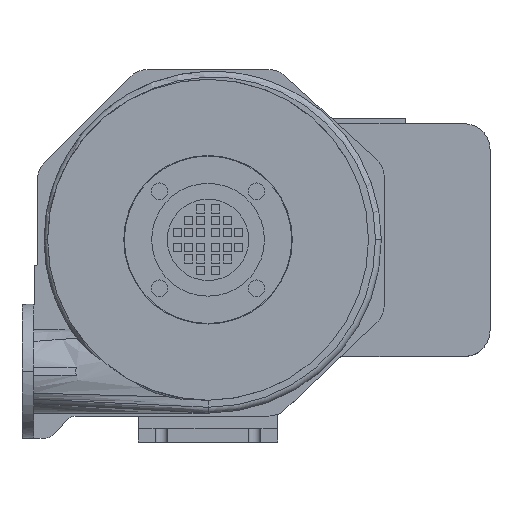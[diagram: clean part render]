
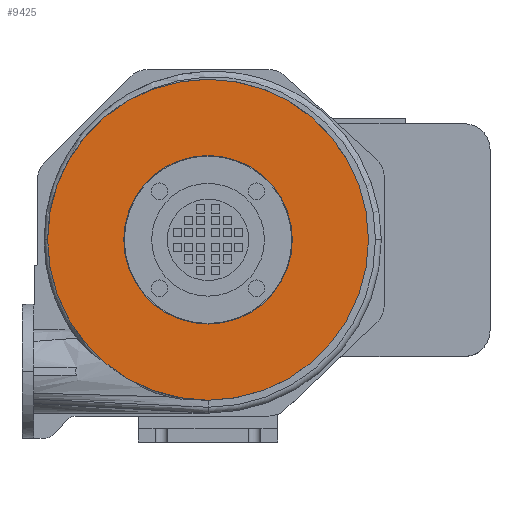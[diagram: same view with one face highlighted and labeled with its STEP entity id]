
A CAD part, top view. The second image highlights one B-rep face of the part: STEP entity #9425.
In plain terms, the highlighted planar face has unit normal (0, 0, 1).
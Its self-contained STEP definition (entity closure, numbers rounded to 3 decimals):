
#876=CARTESIAN_POINT('',(-72.5,0.,48.5));
#877=VERTEX_POINT('',#876);
#886=CARTESIAN_POINT('',(72.5,0.,48.5));
#887=VERTEX_POINT('',#886);
#888=CARTESIAN_POINT('',(0.0,0.0,48.5));
#889=DIRECTION('',(0.0,0.0,-1.0));
#890=DIRECTION('',(-1.0,0.0,0.0));
#891=AXIS2_PLACEMENT_3D('',#888,#889,#890);
#892=CIRCLE('',#891,72.5);
#893=EDGE_CURVE('',#887,#877,#892,.T.);
#920=CARTESIAN_POINT('',(-138.0,0.,48.5));
#921=VERTEX_POINT('',#920);
#979=CARTESIAN_POINT('',(138.0,0.,48.5));
#980=VERTEX_POINT('',#979);
#987=CARTESIAN_POINT('',(0.0,0.0,48.5));
#988=DIRECTION('',(0.0,0.0,-1.0));
#989=DIRECTION('',(-1.0,0.0,0.0));
#990=AXIS2_PLACEMENT_3D('',#987,#988,#989);
#991=CIRCLE('',#990,138.0);
#992=EDGE_CURVE('',#980,#921,#991,.T.);
#9381=CARTESIAN_POINT('',(0.0,0.0,48.5));
#9382=DIRECTION('',(0.0,0.0,-1.0));
#9383=DIRECTION('',(-1.0,0.0,0.0));
#9384=AXIS2_PLACEMENT_3D('',#9381,#9382,#9383);
#9385=CIRCLE('',#9384,138.0);
#9386=EDGE_CURVE('',#921,#980,#9385,.T.);
#9406=CARTESIAN_POINT('',(0.0,0.0,48.5));
#9407=DIRECTION('',(0.0,0.0,-1.0));
#9408=DIRECTION('',(-1.0,0.0,0.0));
#9409=AXIS2_PLACEMENT_3D('',#9406,#9407,#9408);
#9410=PLANE('',#9409);
#9411=ORIENTED_EDGE('',*,*,#992,.F.);
#9412=ORIENTED_EDGE('',*,*,#9386,.F.);
#9413=EDGE_LOOP('',(#9411,#9412));
#9414=FACE_OUTER_BOUND('',#9413,.T.);
#9415=ORIENTED_EDGE('',*,*,#893,.T.);
#9416=CARTESIAN_POINT('',(0.0,0.0,48.5));
#9417=DIRECTION('',(0.0,0.0,-1.0));
#9418=DIRECTION('',(-1.0,0.0,0.0));
#9419=AXIS2_PLACEMENT_3D('',#9416,#9417,#9418);
#9420=CIRCLE('',#9419,72.5);
#9421=EDGE_CURVE('',#877,#887,#9420,.T.);
#9422=ORIENTED_EDGE('',*,*,#9421,.T.);
#9423=EDGE_LOOP('',(#9415,#9422));
#9424=FACE_BOUND('',#9423,.T.);
#9425=ADVANCED_FACE('',(#9414,#9424),#9410,.F.);
